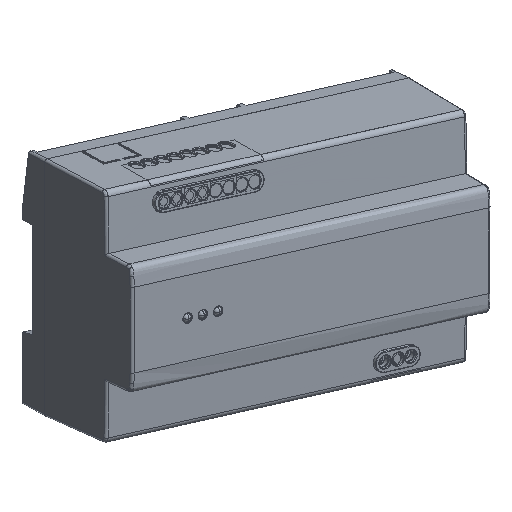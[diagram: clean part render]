
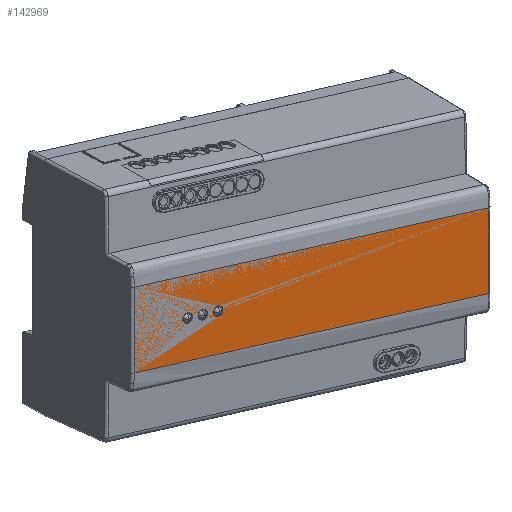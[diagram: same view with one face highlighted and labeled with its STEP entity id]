
A CAD part, top view. The second image highlights one B-rep face of the part: STEP entity #142969.
In plain terms, the highlighted face is planar.
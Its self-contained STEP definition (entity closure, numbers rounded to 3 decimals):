
#139386=CARTESIAN_POINT('Vertex',(-69.717,-15.001,57.5)) ;
#139418=CARTESIAN_POINT('Line Origine',(-69.717,14.999,57.5)) ;
#139422=CARTESIAN_POINT('Vertex',(-69.717,14.999,57.5)) ;
#140276=CARTESIAN_POINT('Vertex',(69.717,14.999,57.5)) ;
#140317=CARTESIAN_POINT('Line Origine',(69.717,-0.001,57.5)) ;
#140321=CARTESIAN_POINT('Vertex',(69.717,-15.001,57.5)) ;
#142382=CARTESIAN_POINT('Vertex',(40.871,-0.001,57.5)) ;
#142389=CARTESIAN_POINT('Vertex',(44.561,-0.001,57.5)) ;
#142392=CARTESIAN_POINT('Axis2P3D Location',(42.716,-0.001,57.5)) ;
#142409=CARTESIAN_POINT('Axis2P3D Location',(42.716,-0.001,57.5)) ;
#142430=CARTESIAN_POINT('Vertex',(34.871,-0.001,57.5)) ;
#142437=CARTESIAN_POINT('Vertex',(38.561,-0.001,57.5)) ;
#142440=CARTESIAN_POINT('Axis2P3D Location',(36.716,-0.001,57.5)) ;
#142457=CARTESIAN_POINT('Axis2P3D Location',(36.716,-0.001,57.5)) ;
#142478=CARTESIAN_POINT('Vertex',(46.871,-0.001,57.5)) ;
#142485=CARTESIAN_POINT('Vertex',(50.561,-0.001,57.5)) ;
#142488=CARTESIAN_POINT('Axis2P3D Location',(48.716,-0.001,57.5)) ;
#142505=CARTESIAN_POINT('Axis2P3D Location',(48.716,-0.001,57.5)) ;
#142924=CARTESIAN_POINT('Line Origine',(72.,-15.001,57.5)) ;
#142941=CARTESIAN_POINT('Axis2P3D Location',(72.,14.999,57.5)) ;
#142946=CARTESIAN_POINT('Line Origine',(0.,14.999,57.5)) ;
#139419=DIRECTION('Vector Direction',(0.,-1.,0.)) ;
#140318=DIRECTION('Vector Direction',(0.,-1.,0.)) ;
#142393=DIRECTION('Axis2P3D Direction',(0.,0.,1.)) ;
#142410=DIRECTION('Axis2P3D Direction',(0.,0.,1.)) ;
#142441=DIRECTION('Axis2P3D Direction',(0.,0.,1.)) ;
#142458=DIRECTION('Axis2P3D Direction',(0.,0.,1.)) ;
#142489=DIRECTION('Axis2P3D Direction',(0.,0.,1.)) ;
#142506=DIRECTION('Axis2P3D Direction',(0.,0.,1.)) ;
#142925=DIRECTION('Vector Direction',(-1.,0.,0.)) ;
#142942=DIRECTION('Axis2P3D Direction',(0.,0.,-1.)) ;
#142943=DIRECTION('Axis2P3D XDirection',(-1.,0.,0.)) ;
#142947=DIRECTION('Vector Direction',(1.,0.,0.)) ;
#142394=AXIS2_PLACEMENT_3D('Circle Axis2P3D',#142392,#142393,$) ;
#142411=AXIS2_PLACEMENT_3D('Circle Axis2P3D',#142409,#142410,$) ;
#142442=AXIS2_PLACEMENT_3D('Circle Axis2P3D',#142440,#142441,$) ;
#142459=AXIS2_PLACEMENT_3D('Circle Axis2P3D',#142457,#142458,$) ;
#142490=AXIS2_PLACEMENT_3D('Circle Axis2P3D',#142488,#142489,$) ;
#142507=AXIS2_PLACEMENT_3D('Circle Axis2P3D',#142505,#142506,$) ;
#142944=AXIS2_PLACEMENT_3D('Plane Axis2P3D',#142941,#142942,#142943) ;
#142952=ORIENTED_EDGE('',*,*,#140323,.F.) ;
#142953=ORIENTED_EDGE('',*,*,#142950,.F.) ;
#142954=ORIENTED_EDGE('',*,*,#139424,.F.) ;
#142955=ORIENTED_EDGE('',*,*,#142928,.F.) ;
#142958=ORIENTED_EDGE('',*,*,#142461,.T.) ;
#142959=ORIENTED_EDGE('',*,*,#142444,.T.) ;
#142962=ORIENTED_EDGE('',*,*,#142413,.T.) ;
#142963=ORIENTED_EDGE('',*,*,#142396,.T.) ;
#142966=ORIENTED_EDGE('',*,*,#142509,.T.) ;
#142967=ORIENTED_EDGE('',*,*,#142492,.T.) ;
#142960=FACE_BOUND('',#142957,.T.) ;
#142964=FACE_BOUND('',#142961,.T.) ;
#142968=FACE_BOUND('',#142965,.T.) ;
#139420=VECTOR('Line Direction',#139419,1.) ;
#140319=VECTOR('Line Direction',#140318,1.) ;
#142926=VECTOR('Line Direction',#142925,1.) ;
#142948=VECTOR('Line Direction',#142947,1.) ;
#142969=ADVANCED_FACE('50',(#142956,#142960,#142964,#142968),#142945,.F.) ;
#142395=CIRCLE('generated circle',#142394,1.845) ;
#142412=CIRCLE('generated circle',#142411,1.845) ;
#142443=CIRCLE('generated circle',#142442,1.845) ;
#142460=CIRCLE('generated circle',#142459,1.845) ;
#142491=CIRCLE('generated circle',#142490,1.845) ;
#142508=CIRCLE('generated circle',#142507,1.845) ;
#139424=EDGE_CURVE('',#139387,#139423,#139421,.F.) ;
#140323=EDGE_CURVE('',#140277,#140322,#140320,.T.) ;
#142396=EDGE_CURVE('',#142383,#142390,#142395,.F.) ;
#142413=EDGE_CURVE('',#142390,#142383,#142412,.F.) ;
#142444=EDGE_CURVE('',#142431,#142438,#142443,.F.) ;
#142461=EDGE_CURVE('',#142438,#142431,#142460,.F.) ;
#142492=EDGE_CURVE('',#142479,#142486,#142491,.F.) ;
#142509=EDGE_CURVE('',#142486,#142479,#142508,.F.) ;
#142928=EDGE_CURVE('',#140322,#139387,#142927,.T.) ;
#142950=EDGE_CURVE('',#139423,#140277,#142949,.T.) ;
#142951=EDGE_LOOP('',(#142952,#142953,#142954,#142955)) ;
#142957=EDGE_LOOP('',(#142958,#142959)) ;
#142961=EDGE_LOOP('',(#142962,#142963)) ;
#142965=EDGE_LOOP('',(#142966,#142967)) ;
#142956=FACE_OUTER_BOUND('',#142951,.T.) ;
#139421=LINE('Line',#139418,#139420) ;
#140320=LINE('Line',#140317,#140319) ;
#142927=LINE('Line',#142924,#142926) ;
#142949=LINE('Line',#142946,#142948) ;
#142945=PLANE('',#142944) ;
#139387=VERTEX_POINT('',#139386) ;
#139423=VERTEX_POINT('',#139422) ;
#140277=VERTEX_POINT('',#140276) ;
#140322=VERTEX_POINT('',#140321) ;
#142383=VERTEX_POINT('',#142382) ;
#142390=VERTEX_POINT('',#142389) ;
#142431=VERTEX_POINT('',#142430) ;
#142438=VERTEX_POINT('',#142437) ;
#142479=VERTEX_POINT('',#142478) ;
#142486=VERTEX_POINT('',#142485) ;
